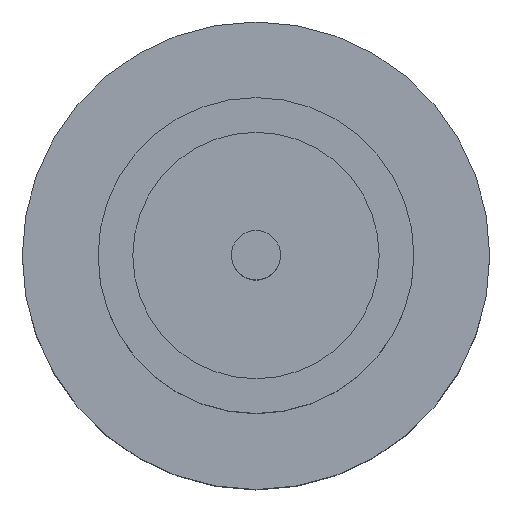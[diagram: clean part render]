
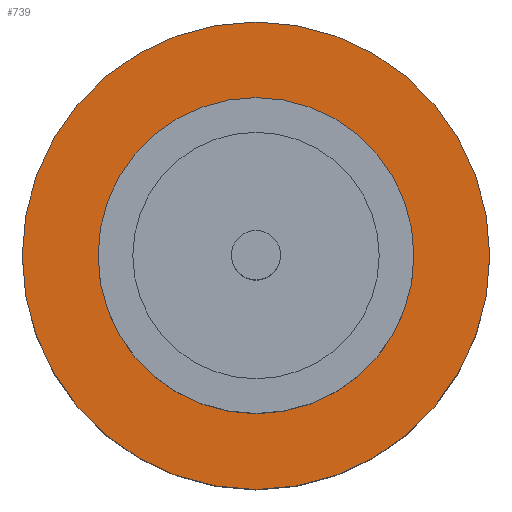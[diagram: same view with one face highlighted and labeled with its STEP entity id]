
A CAD part, top view. The second image highlights one B-rep face of the part: STEP entity #739.
In plain terms, the highlighted planar face has unit normal (0, 0, 1).
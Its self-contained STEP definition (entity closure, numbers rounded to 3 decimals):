
#12 = AXIS2_PLACEMENT_3D ( 'NONE', #303, #633, #36 ) ;
#27 = ORIENTED_EDGE ( 'NONE', *, *, #710, .T. ) ;
#36 = DIRECTION ( 'NONE',  ( 1., 0., 0. ) ) ;
#126 = DIRECTION ( 'NONE',  ( 0., 0., 1. ) ) ;
#127 = CIRCLE ( 'NONE', #583, 1.85 ) ;
#132 = CARTESIAN_POINT ( 'NONE',  ( 1.85, 0., 1.55 ) ) ;
#180 = CARTESIAN_POINT ( 'NONE',  ( 0., 0., 1.55 ) ) ;
#185 = DIRECTION ( 'NONE',  ( 1., 0., 0. ) ) ;
#192 = DIRECTION ( 'NONE',  ( 0., 0., 1. ) ) ;
#238 = VERTEX_POINT ( 'NONE', #132 ) ;
#240 = CARTESIAN_POINT ( 'NONE',  ( -1.85, 0., 1.55 ) ) ;
#250 = DIRECTION ( 'NONE',  ( 0., 0., 1. ) ) ;
#272 = AXIS2_PLACEMENT_3D ( 'NONE', #571, #192, #852 ) ;
#303 = CARTESIAN_POINT ( 'NONE',  ( 0., 0., 1.55 ) ) ;
#311 = DIRECTION ( 'NONE',  ( 1., 0., 0. ) ) ;
#357 = CIRCLE ( 'NONE', #12, 1.25 ) ;
#382 = DIRECTION ( 'NONE',  ( 0., 0., 1. ) ) ;
#399 = FACE_OUTER_BOUND ( 'NONE', #536, .T. ) ;
#443 = CIRCLE ( 'NONE', #272, 1.85 ) ;
#445 = EDGE_LOOP ( 'NONE', ( #621, #746 ) ) ;
#463 = VERTEX_POINT ( 'NONE', #757 ) ;
#496 = CARTESIAN_POINT ( 'NONE',  ( 0., 0., 1.55 ) ) ;
#528 = VERTEX_POINT ( 'NONE', #240 ) ;
#531 = EDGE_CURVE ( 'NONE', #463, #550, #357, .T. ) ;
#536 = EDGE_LOOP ( 'NONE', ( #703, #27 ) ) ;
#550 = VERTEX_POINT ( 'NONE', #563 ) ;
#563 = CARTESIAN_POINT ( 'NONE',  ( -1.25, 0., 1.55 ) ) ;
#571 = CARTESIAN_POINT ( 'NONE',  ( 0., 0., 1.55 ) ) ;
#583 = AXIS2_PLACEMENT_3D ( 'NONE', #841, #382, #185 ) ;
#601 = CIRCLE ( 'NONE', #702, 1.25 ) ;
#621 = ORIENTED_EDGE ( 'NONE', *, *, #531, .F. ) ;
#633 = DIRECTION ( 'NONE',  ( 0., 0., 1. ) ) ;
#697 = EDGE_CURVE ( 'NONE', #528, #238, #443, .T. ) ;
#702 = AXIS2_PLACEMENT_3D ( 'NONE', #180, #250, #311 ) ;
#703 = ORIENTED_EDGE ( 'NONE', *, *, #697, .T. ) ;
#710 = EDGE_CURVE ( 'NONE', #238, #528, #127, .T. ) ;
#717 = EDGE_CURVE ( 'NONE', #550, #463, #601, .T. ) ;
#719 = AXIS2_PLACEMENT_3D ( 'NONE', #496, #126, #792 ) ;
#739 = ADVANCED_FACE ( 'NONE', ( #801, #399 ), #784, .T. ) ;
#746 = ORIENTED_EDGE ( 'NONE', *, *, #717, .F. ) ;
#757 = CARTESIAN_POINT ( 'NONE',  ( 1.25, 0., 1.55 ) ) ;
#784 = PLANE ( 'NONE',  #719 ) ;
#792 = DIRECTION ( 'NONE',  ( 1., 0., 0. ) ) ;
#801 = FACE_BOUND ( 'NONE', #445, .T. ) ;
#841 = CARTESIAN_POINT ( 'NONE',  ( 0., 0., 1.55 ) ) ;
#852 = DIRECTION ( 'NONE',  ( 1., 0., 0. ) ) ;
